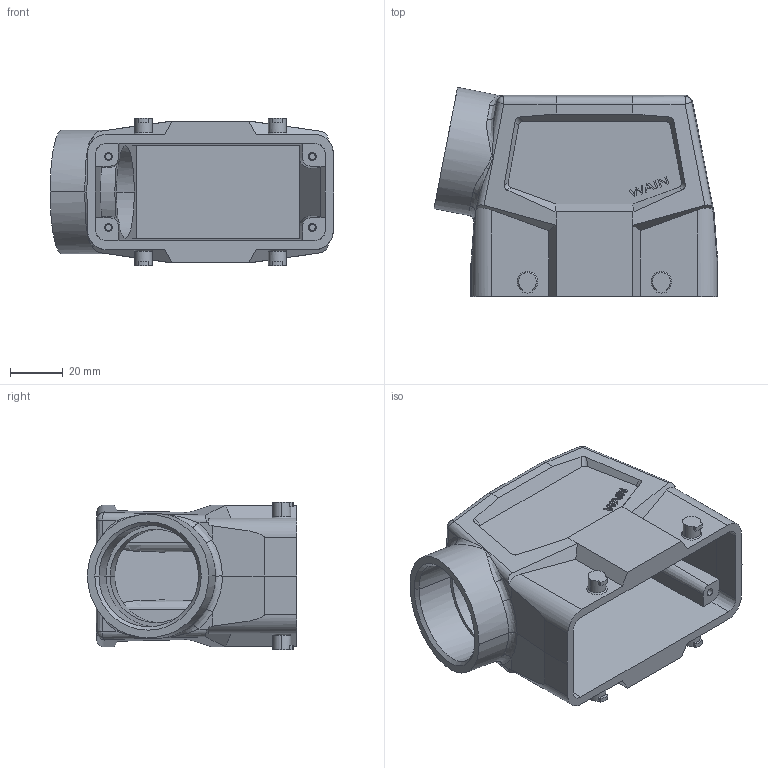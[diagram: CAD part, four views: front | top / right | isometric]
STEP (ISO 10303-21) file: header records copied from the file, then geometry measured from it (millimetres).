
FILE_DESCRIPTION((''),'2;1');
FILE_NAME('ASM0018_SW0001','2023-12-29T',('yp.zhu'),(''),'PRO/ENGINEER BY PARAMETRIC TECHNOLOGY CORPORATION, 2012480','PRO/ENGINEER BY PARAMETRIC TECHNOLOGY CORPORATION, 2012480','');
FILE_SCHEMA(('CONFIG_CONTROL_DESIGN'));
Length unit declared in the file: inch
Products named in the file (1): ASM0018_SW0001
Bounding box: 108.02 x 79.57 x 56 mm (x, y, z)
Volume: 113856.4 mm3; surface area: 48670.3 mm2
Topology: 1 solids, 1 shells, 327 faces, 877 edges, 572 vertices
Faces by surface type: plane 187, cylinder 70, cone 30, bspline 20, extrusion 20
Entity records: 13752 total; most frequent: CARTESIAN_POINT 5835, ORIENTED_EDGE 1746, DIRECTION 1432, EDGE_CURVE 873, VERTEX_POINT 572, VECTOR 566, LINE 546, AXIS2_PLACEMENT_3D 433
